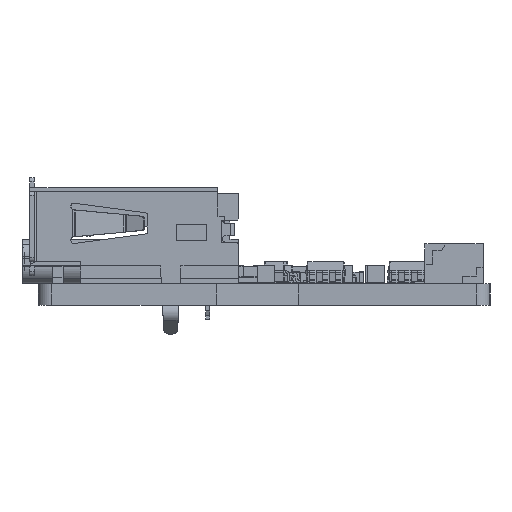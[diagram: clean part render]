
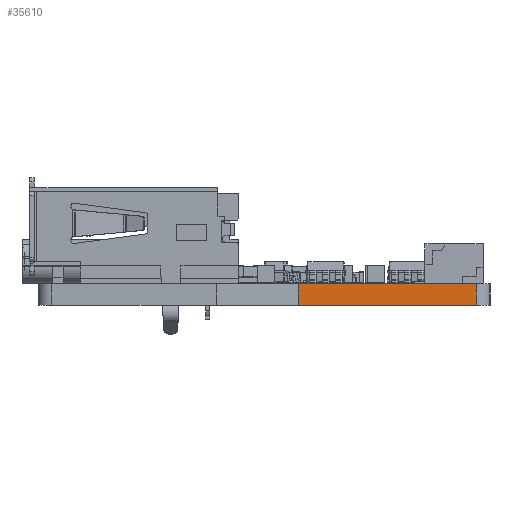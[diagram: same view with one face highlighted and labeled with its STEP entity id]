
A CAD part, left-side view. The second image highlights one B-rep face of the part: STEP entity #35610.
In plain terms, the highlighted planar face has unit normal (-1, 0, 0).
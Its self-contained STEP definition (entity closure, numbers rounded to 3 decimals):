
#640=VECTOR('',#5690,1.);
#655=VECTOR('',#5778,1.);
#672=VECTOR('',#5876,1.);
#673=VECTOR('',#5879,1.);
#2758=LINE('',#45158,#640);
#2773=LINE('',#45260,#655);
#2790=LINE('',#45366,#672);
#2791=LINE('',#45368,#673);
#4875=PLANE('',#9959);
#5690=DIRECTION('',(0.,1.,0.));
#5778=DIRECTION('',(0.,1.,0.));
#5876=DIRECTION('',(0.,0.,1.));
#5879=DIRECTION('',(0.,0.,1.));
#5880=DIRECTION('',(-1.,0.,0.));
#9959=AXIS2_PLACEMENT_3D('',#45369,#5880,$);
#14630=VERTEX_POINT('',#45157);
#14631=VERTEX_POINT('',#45159);
#14680=VERTEX_POINT('',#45259);
#14681=VERTEX_POINT('',#45261);
#19837=EDGE_CURVE('',#14630,#14631,#2758,.T.);
#19888=EDGE_CURVE('',#14681,#14680,#2773,.T.);
#19941=EDGE_CURVE('',#14631,#14680,#2790,.T.);
#19942=EDGE_CURVE('',#14630,#14681,#2791,.T.);
#26317=ORIENTED_EDGE('',*,*,#19942,.T.);
#26318=ORIENTED_EDGE('',*,*,#19888,.T.);
#26319=ORIENTED_EDGE('',*,*,#19941,.F.);
#26320=ORIENTED_EDGE('',*,*,#19837,.F.);
#32215=EDGE_LOOP('',(#26317,#26318,#26319,#26320));
#33948=FACE_BOUND('',#32215,.T.);
#35610=ADVANCED_FACE('',(#33948),#4875,.T.);
#45157=CARTESIAN_POINT('',(-37.,-29.,0.));
#45158=CARTESIAN_POINT('',(-37.,-29.,0.));
#45159=CARTESIAN_POINT('',(-37.,-16.,0.));
#45259=CARTESIAN_POINT('',(-37.,-16.,1.6));
#45260=CARTESIAN_POINT('',(-37.,-29.,1.6));
#45261=CARTESIAN_POINT('',(-37.,-29.,1.6));
#45366=CARTESIAN_POINT('',(-37.,-16.,0.));
#45368=CARTESIAN_POINT('',(-37.,-29.,0.));
#45369=CARTESIAN_POINT('',(-37.,-29.,0.));
